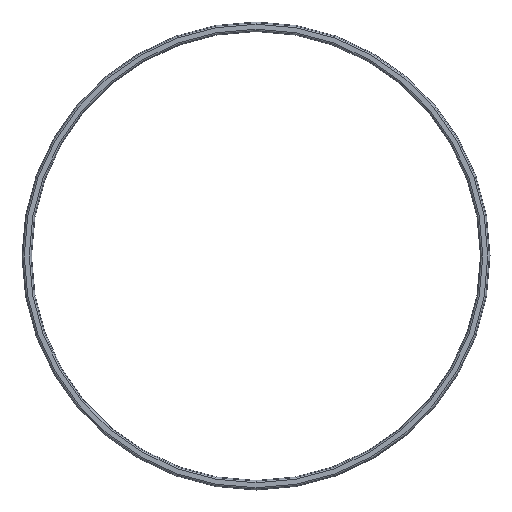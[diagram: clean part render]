
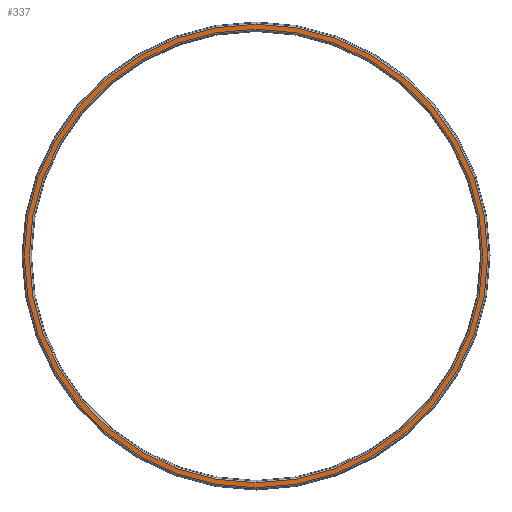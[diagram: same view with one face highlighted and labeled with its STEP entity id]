
A CAD part, front view. The second image highlights one B-rep face of the part: STEP entity #337.
In plain terms, the highlighted planar face has unit normal (0, -1, 0).
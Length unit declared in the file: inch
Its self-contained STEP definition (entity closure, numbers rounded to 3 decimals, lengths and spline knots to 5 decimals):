
#1 = AXIS2_PLACEMENT_3D ( 'NONE', #284, #488, #433 ) ;
#7 = CIRCLE ( 'NONE', #482, 10.61488 ) ;
#30 = DIRECTION ( 'NONE',  ( 0., 1., 0. ) ) ;
#36 = EDGE_CURVE ( 'NONE', #146, #597, #7, .T. ) ;
#57 = CARTESIAN_POINT ( 'NONE',  ( 10.5, -0.3125, 0. ) ) ;
#78 = PLANE ( 'NONE',  #1 ) ;
#104 = EDGE_CURVE ( 'NONE', #105, #649, #525, .T. ) ;
#105 = VERTEX_POINT ( 'NONE', #521 ) ;
#118 = CARTESIAN_POINT ( 'NONE',  ( 10.5, -0.3125, 10.61488 ) ) ;
#127 = EDGE_LOOP ( 'NONE', ( #496, #511 ) ) ;
#131 = AXIS2_PLACEMENT_3D ( 'NONE', #527, #530, #467 ) ;
#146 = VERTEX_POINT ( 'NONE', #118 ) ;
#165 = CARTESIAN_POINT ( 'NONE',  ( 10.5, -0.3125, -10.61488 ) ) ;
#172 = CARTESIAN_POINT ( 'NONE',  ( 10.5, -0.3125, 0. ) ) ;
#223 = CIRCLE ( 'NONE', #484, 10.38512 ) ;
#229 = EDGE_CURVE ( 'NONE', #649, #105, #223, .T. ) ;
#263 = CARTESIAN_POINT ( 'NONE',  ( 10.5, -0.3125, 10.38512 ) ) ;
#284 = CARTESIAN_POINT ( 'NONE',  ( -0.15625, -0.3125, 0. ) ) ;
#336 = ORIENTED_EDGE ( 'NONE', *, *, #36, .T. ) ;
#337 = ADVANCED_FACE ( 'NONE', ( #538, #540 ), #78, .T. ) ;
#376 = DIRECTION ( 'NONE',  ( 0., 0., -1. ) ) ;
#394 = EDGE_LOOP ( 'NONE', ( #593, #336 ) ) ;
#423 = DIRECTION ( 'NONE',  ( 0., -1., 0. ) ) ;
#433 = DIRECTION ( 'NONE',  ( 0., 0., -1. ) ) ;
#442 = DIRECTION ( 'NONE',  ( 0., 0., -1. ) ) ;
#467 = DIRECTION ( 'NONE',  ( 0., 0., -1. ) ) ;
#482 = AXIS2_PLACEMENT_3D ( 'NONE', #57, #423, #572 ) ;
#484 = AXIS2_PLACEMENT_3D ( 'NONE', #592, #30, #442 ) ;
#488 = DIRECTION ( 'NONE',  ( 0., -1., 0. ) ) ;
#496 = ORIENTED_EDGE ( 'NONE', *, *, #104, .T. ) ;
#511 = ORIENTED_EDGE ( 'NONE', *, *, #229, .T. ) ;
#521 = CARTESIAN_POINT ( 'NONE',  ( 10.5, -0.3125, -10.38512 ) ) ;
#525 = CIRCLE ( 'NONE', #131, 10.38512 ) ;
#527 = CARTESIAN_POINT ( 'NONE',  ( 10.5, -0.3125, 0. ) ) ;
#530 = DIRECTION ( 'NONE',  ( 0., 1., 0. ) ) ;
#536 = AXIS2_PLACEMENT_3D ( 'NONE', #172, #569, #376 ) ;
#538 = FACE_OUTER_BOUND ( 'NONE', #394, .T. ) ;
#540 = FACE_BOUND ( 'NONE', #127, .T. ) ;
#569 = DIRECTION ( 'NONE',  ( 0., -1., 0. ) ) ;
#572 = DIRECTION ( 'NONE',  ( 0., 0., -1. ) ) ;
#574 = EDGE_CURVE ( 'NONE', #597, #146, #620, .T. ) ;
#592 = CARTESIAN_POINT ( 'NONE',  ( 10.5, -0.3125, 0. ) ) ;
#593 = ORIENTED_EDGE ( 'NONE', *, *, #574, .T. ) ;
#597 = VERTEX_POINT ( 'NONE', #165 ) ;
#620 = CIRCLE ( 'NONE', #536, 10.61488 ) ;
#649 = VERTEX_POINT ( 'NONE', #263 ) ;
